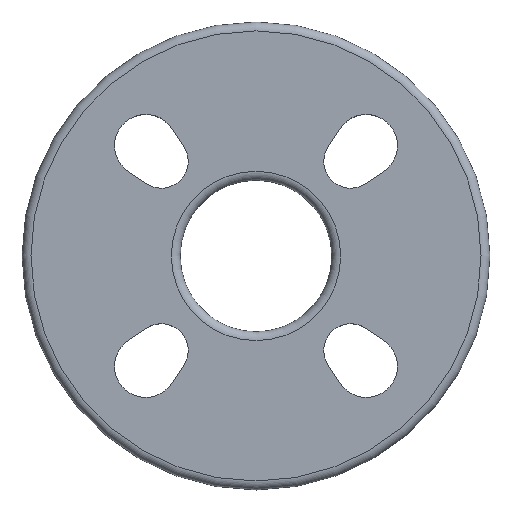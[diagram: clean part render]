
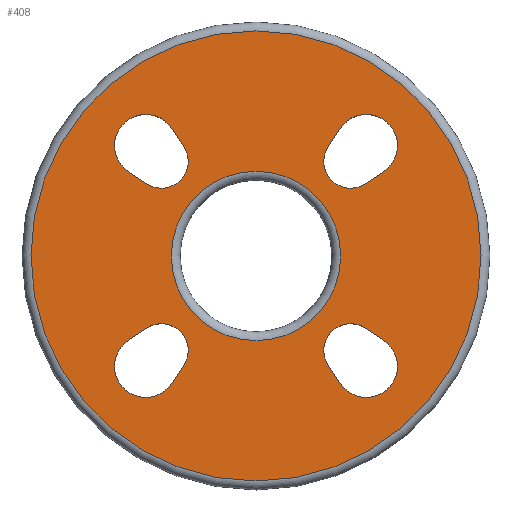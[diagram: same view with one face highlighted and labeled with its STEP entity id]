
A CAD part, top view. The second image highlights one B-rep face of the part: STEP entity #408.
In plain terms, the highlighted planar face has unit normal (0, 0, 1).
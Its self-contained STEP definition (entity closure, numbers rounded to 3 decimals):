
#22=LINE('',#658,#54);
#23=LINE('',#661,#55);
#24=LINE('',#666,#56);
#25=LINE('',#669,#57);
#26=LINE('',#674,#58);
#27=LINE('',#677,#59);
#28=LINE('',#682,#60);
#29=LINE('',#685,#61);
#54=VECTOR('',#528,4.899);
#55=VECTOR('',#531,4.899);
#56=VECTOR('',#534,4.899);
#57=VECTOR('',#537,4.899);
#58=VECTOR('',#540,4.899);
#59=VECTOR('',#543,4.899);
#60=VECTOR('',#546,4.899);
#61=VECTOR('',#549,4.899);
#79=PLANE('',#448);
#107=FACE_BOUND('',#149,.T.);
#108=FACE_BOUND('',#150,.T.);
#109=FACE_BOUND('',#151,.T.);
#110=FACE_BOUND('',#152,.T.);
#111=FACE_BOUND('',#153,.T.);
#117=FACE_OUTER_BOUND('',#148,.T.);
#148=EDGE_LOOP('',(#315));
#149=EDGE_LOOP('',(#316,#317,#318,#319));
#150=EDGE_LOOP('',(#320,#321,#322,#323));
#151=EDGE_LOOP('',(#324,#325,#326,#327));
#152=EDGE_LOOP('',(#328,#329,#330,#331));
#153=EDGE_LOOP('',(#332));
#187=CIRCLE('',#447,19.);
#188=CIRCLE('',#449,50.5);
#189=CIRCLE('',#450,7.);
#190=CIRCLE('',#451,6.);
#191=CIRCLE('',#452,7.);
#192=CIRCLE('',#453,6.);
#193=CIRCLE('',#454,7.);
#194=CIRCLE('',#455,6.);
#195=CIRCLE('',#456,6.);
#196=CIRCLE('',#457,7.);
#218=VERTEX_POINT('',#649);
#219=VERTEX_POINT('',#652);
#220=VERTEX_POINT('',#654);
#221=VERTEX_POINT('',#655);
#222=VERTEX_POINT('',#657);
#223=VERTEX_POINT('',#659);
#224=VERTEX_POINT('',#662);
#225=VERTEX_POINT('',#663);
#226=VERTEX_POINT('',#665);
#227=VERTEX_POINT('',#667);
#228=VERTEX_POINT('',#670);
#229=VERTEX_POINT('',#671);
#230=VERTEX_POINT('',#673);
#231=VERTEX_POINT('',#675);
#232=VERTEX_POINT('',#678);
#233=VERTEX_POINT('',#679);
#234=VERTEX_POINT('',#681);
#235=VERTEX_POINT('',#683);
#257=EDGE_CURVE('',#218,#218,#187,.T.);
#258=EDGE_CURVE('',#219,#219,#188,.T.);
#259=EDGE_CURVE('',#220,#221,#189,.T.);
#260=EDGE_CURVE('',#221,#222,#22,.T.);
#261=EDGE_CURVE('',#222,#223,#190,.T.);
#262=EDGE_CURVE('',#223,#220,#23,.T.);
#263=EDGE_CURVE('',#224,#225,#191,.T.);
#264=EDGE_CURVE('',#225,#226,#24,.T.);
#265=EDGE_CURVE('',#226,#227,#192,.T.);
#266=EDGE_CURVE('',#227,#224,#25,.T.);
#267=EDGE_CURVE('',#228,#229,#193,.T.);
#268=EDGE_CURVE('',#229,#230,#26,.T.);
#269=EDGE_CURVE('',#230,#231,#194,.T.);
#270=EDGE_CURVE('',#231,#228,#27,.T.);
#271=EDGE_CURVE('',#232,#233,#195,.T.);
#272=EDGE_CURVE('',#233,#234,#28,.T.);
#273=EDGE_CURVE('',#234,#235,#196,.T.);
#274=EDGE_CURVE('',#235,#232,#29,.T.);
#315=ORIENTED_EDGE('',*,*,#258,.F.);
#316=ORIENTED_EDGE('',*,*,#259,.T.);
#317=ORIENTED_EDGE('',*,*,#260,.T.);
#318=ORIENTED_EDGE('',*,*,#261,.T.);
#319=ORIENTED_EDGE('',*,*,#262,.T.);
#320=ORIENTED_EDGE('',*,*,#263,.T.);
#321=ORIENTED_EDGE('',*,*,#264,.T.);
#322=ORIENTED_EDGE('',*,*,#265,.T.);
#323=ORIENTED_EDGE('',*,*,#266,.T.);
#324=ORIENTED_EDGE('',*,*,#267,.T.);
#325=ORIENTED_EDGE('',*,*,#268,.T.);
#326=ORIENTED_EDGE('',*,*,#269,.T.);
#327=ORIENTED_EDGE('',*,*,#270,.T.);
#328=ORIENTED_EDGE('',*,*,#271,.T.);
#329=ORIENTED_EDGE('',*,*,#272,.T.);
#330=ORIENTED_EDGE('',*,*,#273,.T.);
#331=ORIENTED_EDGE('',*,*,#274,.T.);
#332=ORIENTED_EDGE('',*,*,#257,.F.);
#408=ADVANCED_FACE('',(#117,#107,#108,#109,#110,#111),#79,.F.);
#447=AXIS2_PLACEMENT_3D('',#650,#520,#521);
#448=AXIS2_PLACEMENT_3D('',#651,#522,#523);
#449=AXIS2_PLACEMENT_3D('',#653,#524,#525);
#450=AXIS2_PLACEMENT_3D('',#656,#526,#527);
#451=AXIS2_PLACEMENT_3D('',#660,#529,#530);
#452=AXIS2_PLACEMENT_3D('',#664,#532,#533);
#453=AXIS2_PLACEMENT_3D('',#668,#535,#536);
#454=AXIS2_PLACEMENT_3D('',#672,#538,#539);
#455=AXIS2_PLACEMENT_3D('',#676,#541,#542);
#456=AXIS2_PLACEMENT_3D('',#680,#544,#545);
#457=AXIS2_PLACEMENT_3D('',#684,#547,#548);
#520=DIRECTION('center_axis',(0.,0.,1.));
#521=DIRECTION('ref_axis',(-1.,0.,0.));
#522=DIRECTION('center_axis',(0.,0.,-1.));
#523=DIRECTION('ref_axis',(-1.,0.,0.));
#524=DIRECTION('center_axis',(0.,0.,-1.));
#525=DIRECTION('ref_axis',(-1.,0.,0.));
#526=DIRECTION('center_axis',(0.,0.,-1.));
#527=DIRECTION('ref_axis',(0.551,-0.834,0.));
#528=DIRECTION('',(-0.834,-0.551,0.));
#529=DIRECTION('center_axis',(0.,0.,-1.));
#530=DIRECTION('ref_axis',(-0.834,0.551,0.));
#531=DIRECTION('',(0.551,0.834,0.));
#532=DIRECTION('center_axis',(0.,0.,-1.));
#533=DIRECTION('ref_axis',(-0.834,-0.551,0.));
#534=DIRECTION('',(-0.551,0.834,0.));
#535=DIRECTION('center_axis',(0.,0.,-1.));
#536=DIRECTION('ref_axis',(0.551,0.834,0.));
#537=DIRECTION('',(0.834,-0.551,0.));
#538=DIRECTION('center_axis',(0.,0.,-1.));
#539=DIRECTION('ref_axis',(-0.551,0.834,0.));
#540=DIRECTION('',(0.834,0.551,0.));
#541=DIRECTION('center_axis',(0.,0.,-1.));
#542=DIRECTION('ref_axis',(0.834,-0.551,0.));
#543=DIRECTION('',(-0.551,-0.834,0.));
#544=DIRECTION('center_axis',(0.,0.,-1.));
#545=DIRECTION('ref_axis',(-0.551,-0.834,0.));
#546=DIRECTION('',(-0.834,0.551,0.));
#547=DIRECTION('center_axis',(0.,0.,-1.));
#548=DIRECTION('ref_axis',(0.834,0.551,0.));
#549=DIRECTION('',(0.551,-0.834,0.));
#649=CARTESIAN_POINT('',(19.,0.,14.));
#650=CARTESIAN_POINT('Origin',(0.,0.,14.));
#651=CARTESIAN_POINT('Origin',(0.,0.,14.));
#652=CARTESIAN_POINT('',(50.5,0.,14.));
#653=CARTESIAN_POINT('Origin',(0.,0.,14.));
#654=CARTESIAN_POINT('',(18.909,28.609,14.));
#655=CARTESIAN_POINT('',(28.609,18.909,14.));
#656=CARTESIAN_POINT('Origin',(24.749,24.749,14.));
#657=CARTESIAN_POINT('',(24.522,16.208,14.));
#658=CARTESIAN_POINT('',(12.261,8.104,14.));
#659=CARTESIAN_POINT('',(16.208,24.522,14.));
#660=CARTESIAN_POINT('Origin',(21.213,21.213,14.));
#661=CARTESIAN_POINT('',(9.455,14.304,14.));
#662=CARTESIAN_POINT('',(28.609,-18.909,14.));
#663=CARTESIAN_POINT('',(18.909,-28.609,14.));
#664=CARTESIAN_POINT('Origin',(24.749,-24.749,14.));
#665=CARTESIAN_POINT('',(16.208,-24.522,14.));
#666=CARTESIAN_POINT('',(8.104,-12.261,14.));
#667=CARTESIAN_POINT('',(24.522,-16.208,14.));
#668=CARTESIAN_POINT('Origin',(21.213,-21.213,14.));
#669=CARTESIAN_POINT('',(14.304,-9.455,14.));
#670=CARTESIAN_POINT('',(-18.909,-28.609,14.));
#671=CARTESIAN_POINT('',(-28.609,-18.909,14.));
#672=CARTESIAN_POINT('Origin',(-24.749,-24.749,14.));
#673=CARTESIAN_POINT('',(-24.522,-16.208,14.));
#674=CARTESIAN_POINT('',(-12.261,-8.104,14.));
#675=CARTESIAN_POINT('',(-16.208,-24.522,14.));
#676=CARTESIAN_POINT('Origin',(-21.213,-21.213,14.));
#677=CARTESIAN_POINT('',(-9.455,-14.304,14.));
#678=CARTESIAN_POINT('',(-16.208,24.522,14.));
#679=CARTESIAN_POINT('',(-24.522,16.208,14.));
#680=CARTESIAN_POINT('Origin',(-21.213,21.213,14.));
#681=CARTESIAN_POINT('',(-28.609,18.909,14.));
#682=CARTESIAN_POINT('',(-14.304,9.455,14.));
#683=CARTESIAN_POINT('',(-18.909,28.609,14.));
#684=CARTESIAN_POINT('Origin',(-24.749,24.749,14.));
#685=CARTESIAN_POINT('',(-8.104,12.261,14.));
